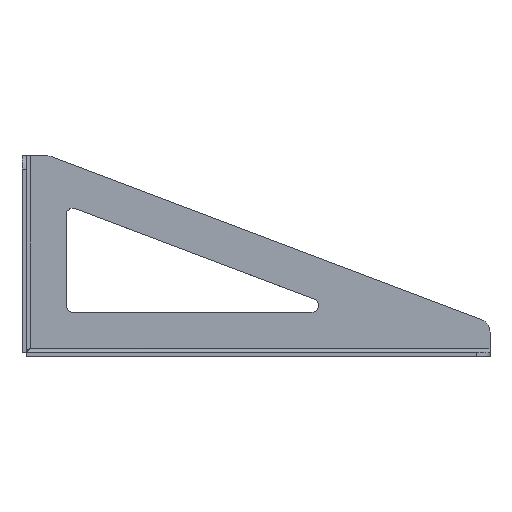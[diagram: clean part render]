
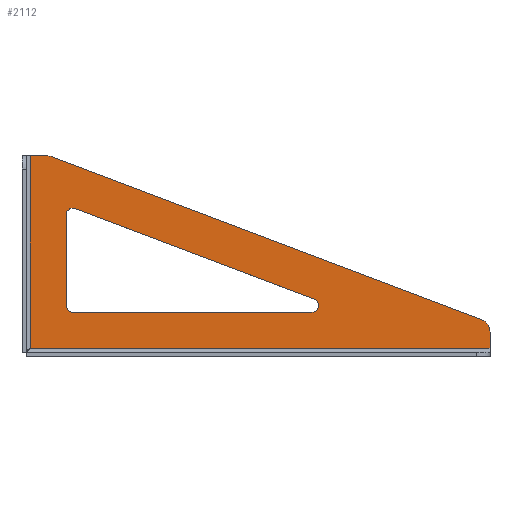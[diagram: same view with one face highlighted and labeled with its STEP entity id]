
A CAD part, top view. The second image highlights one B-rep face of the part: STEP entity #2112.
In plain terms, the highlighted planar face has unit normal (0, 0, 1).
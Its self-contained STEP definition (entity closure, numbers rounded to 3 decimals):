
#2 = CARTESIAN_POINT ( 'NONE',  ( -158.33, 137., -20. ) ) ;
#25 = DIRECTION ( 'NONE',  ( -0.935, 0.354, 0. ) ) ;
#30 = DIRECTION ( 'NONE',  ( -0.935, 0.354, 0. ) ) ;
#56 = CARTESIAN_POINT ( 'NONE',  ( 132.093, 37.685, -20. ) ) ;
#79 = CARTESIAN_POINT ( 'NONE',  ( 45.373, 35., -20. ) ) ;
#93 = VERTEX_POINT ( 'NONE', #1177 ) ;
#125 = CARTESIAN_POINT ( 'NONE',  ( 173.5, 3., -20. ) ) ;
#164 = CIRCLE ( 'NONE', #412, 10. ) ;
#189 = DIRECTION ( 'NONE',  ( 0., 0., 1. ) ) ;
#205 = CARTESIAN_POINT ( 'NONE',  ( 173.5, 3., -20. ) ) ;
#207 = AXIS2_PLACEMENT_3D ( 'NONE', #1716, #818, #610 ) ;
#263 = EDGE_CURVE ( 'NONE', #2178, #1876, #505, .T. ) ;
#304 = LINE ( 'NONE', #205, #1584 ) ;
#324 = ORIENTED_EDGE ( 'NONE', *, *, #2414, .F. ) ;
#336 = EDGE_CURVE ( 'NONE', #948, #2178, #1892, .T. ) ;
#390 = CARTESIAN_POINT ( 'NONE',  ( -143.5, 35., -20. ) ) ;
#403 = VECTOR ( 'NONE', #1350, 1000. ) ;
#412 = AXIS2_PLACEMENT_3D ( 'NONE', #2200, #2191, #512 ) ;
#414 = FACE_BOUND ( 'NONE', #1711, .T. ) ;
#433 = VERTEX_POINT ( 'NONE', #2406 ) ;
#474 = CARTESIAN_POINT ( 'NONE',  ( -143.5, 102.755, -20. ) ) ;
#484 = DIRECTION ( 'NONE',  ( 0., 1., 0. ) ) ;
#505 = LINE ( 'NONE', #861, #652 ) ;
#511 = AXIS2_PLACEMENT_3D ( 'NONE', #896, #2217, #889 ) ;
#512 = DIRECTION ( 'NONE',  ( 0., -1., 0. ) ) ;
#513 = ORIENTED_EDGE ( 'NONE', *, *, #1320, .T. ) ;
#521 = VECTOR ( 'NONE', #1946, 1000. ) ;
#522 = DIRECTION ( 'NONE',  ( 0., -1., 0. ) ) ;
#535 = CARTESIAN_POINT ( 'NONE',  ( 40.373, 35., -20. ) ) ;
#610 = DIRECTION ( 'NONE',  ( -1., 0., 0. ) ) ;
#618 = CARTESIAN_POINT ( 'NONE',  ( -138.5, 30., -20. ) ) ;
#642 = VERTEX_POINT ( 'NONE', #698 ) ;
#646 = CIRCLE ( 'NONE', #207, 5. ) ;
#652 = VECTOR ( 'NONE', #2162, 1000. ) ;
#698 = CARTESIAN_POINT ( 'NONE',  ( -143.5, 35., -20. ) ) ;
#699 = ORIENTED_EDGE ( 'NONE', *, *, #1366, .F. ) ;
#744 = CIRCLE ( 'NONE', #1294, 5. ) ;
#762 = DIRECTION ( 'NONE',  ( 0., -1., 0. ) ) ;
#763 = AXIS2_PLACEMENT_3D ( 'NONE', #1207, #823, #1372 ) ;
#818 = DIRECTION ( 'NONE',  ( 0., 0., 1. ) ) ;
#823 = DIRECTION ( 'NONE',  ( 0., 0., 1. ) ) ;
#827 = CARTESIAN_POINT ( 'NONE',  ( 173.5, 15.095, -20. ) ) ;
#834 = ORIENTED_EDGE ( 'NONE', *, *, #887, .F. ) ;
#861 = CARTESIAN_POINT ( 'NONE',  ( 173.5, 147., -20. ) ) ;
#873 = EDGE_CURVE ( 'NONE', #1030, #1717, #1216, .T. ) ;
#874 = EDGE_LOOP ( 'NONE', ( #513, #1513, #1273, #1965, #2230, #1345, #990 ) ) ;
#887 = EDGE_CURVE ( 'NONE', #1621, #642, #1302, .T. ) ;
#889 = DIRECTION ( 'NONE',  ( 1., 0., 0. ) ) ;
#891 = FACE_OUTER_BOUND ( 'NONE', #874, .T. ) ;
#896 = CARTESIAN_POINT ( 'NONE',  ( 40.373, 35., -20. ) ) ;
#913 = CARTESIAN_POINT ( 'NONE',  ( -170.5, 147., -20. ) ) ;
#923 = EDGE_CURVE ( 'NONE', #1653, #433, #1518, .T. ) ;
#948 = VERTEX_POINT ( 'NONE', #2311 ) ;
#955 = VECTOR ( 'NONE', #30, 1000. ) ;
#989 = AXIS2_PLACEMENT_3D ( 'NONE', #2, #1852, #1844 ) ;
#990 = ORIENTED_EDGE ( 'NONE', *, *, #1753, .T. ) ;
#994 = VERTEX_POINT ( 'NONE', #618 ) ;
#1017 = EDGE_CURVE ( 'NONE', #433, #1621, #646, .T. ) ;
#1026 = ORIENTED_EDGE ( 'NONE', *, *, #1810, .F. ) ;
#1030 = VERTEX_POINT ( 'NONE', #827 ) ;
#1041 = CIRCLE ( 'NONE', #511, 5. ) ;
#1112 = VERTEX_POINT ( 'NONE', #2361 ) ;
#1135 = CARTESIAN_POINT ( 'NONE',  ( 173.5, 0., -20. ) ) ;
#1177 = CARTESIAN_POINT ( 'NONE',  ( -154.788, 146.352, -20. ) ) ;
#1207 = CARTESIAN_POINT ( 'NONE',  ( -138.5, 35., -20. ) ) ;
#1216 = LINE ( 'NONE', #1135, #1631 ) ;
#1237 = CARTESIAN_POINT ( 'NONE',  ( 42.144, 39.676, -20. ) ) ;
#1252 = AXIS2_PLACEMENT_3D ( 'NONE', #2383, #1284, #522 ) ;
#1269 = CARTESIAN_POINT ( 'NONE',  ( -170.5, 3., -20. ) ) ;
#1273 = ORIENTED_EDGE ( 'NONE', *, *, #263, .F. ) ;
#1277 = VECTOR ( 'NONE', #25, 1000. ) ;
#1278 = VERTEX_POINT ( 'NONE', #2239 ) ;
#1284 = DIRECTION ( 'NONE',  ( 0., 0., 1. ) ) ;
#1294 = AXIS2_PLACEMENT_3D ( 'NONE', #535, #189, #1311 ) ;
#1302 = LINE ( 'NONE', #390, #403 ) ;
#1311 = DIRECTION ( 'NONE',  ( 1., 0., 0. ) ) ;
#1320 = EDGE_CURVE ( 'NONE', #1112, #93, #1587, .T. ) ;
#1345 = ORIENTED_EDGE ( 'NONE', *, *, #873, .F. ) ;
#1350 = DIRECTION ( 'NONE',  ( 0., -1., 0. ) ) ;
#1366 = EDGE_CURVE ( 'NONE', #642, #994, #1531, .T. ) ;
#1372 = DIRECTION ( 'NONE',  ( -1., 0., 0. ) ) ;
#1392 = EDGE_CURVE ( 'NONE', #1592, #1653, #1041, .T. ) ;
#1421 = VECTOR ( 'NONE', #484, 1000. ) ;
#1458 = ORIENTED_EDGE ( 'NONE', *, *, #1017, .F. ) ;
#1494 = ORIENTED_EDGE ( 'NONE', *, *, #923, .F. ) ;
#1513 = ORIENTED_EDGE ( 'NONE', *, *, #2134, .T. ) ;
#1518 = LINE ( 'NONE', #2258, #1277 ) ;
#1519 = DIRECTION ( 'NONE',  ( -1., 0., 0. ) ) ;
#1531 = CIRCLE ( 'NONE', #763, 5. ) ;
#1549 = LINE ( 'NONE', #1620, #521 ) ;
#1584 = VECTOR ( 'NONE', #1519, 1000. ) ;
#1587 = LINE ( 'NONE', #56, #955 ) ;
#1592 = VERTEX_POINT ( 'NONE', #79 ) ;
#1620 = CARTESIAN_POINT ( 'NONE',  ( 40.373, 30., -20. ) ) ;
#1621 = VERTEX_POINT ( 'NONE', #474 ) ;
#1631 = VECTOR ( 'NONE', #762, 1000. ) ;
#1653 = VERTEX_POINT ( 'NONE', #1237 ) ;
#1698 = CARTESIAN_POINT ( 'NONE',  ( -158.33, 147., -20. ) ) ;
#1711 = EDGE_LOOP ( 'NONE', ( #1458, #1494, #2038, #1026, #324, #699, #834 ) ) ;
#1716 = CARTESIAN_POINT ( 'NONE',  ( -138.5, 102.755, -20. ) ) ;
#1717 = VERTEX_POINT ( 'NONE', #125 ) ;
#1753 = EDGE_CURVE ( 'NONE', #1030, #1112, #164, .T. ) ;
#1755 = CIRCLE ( 'NONE', #989, 10. ) ;
#1810 = EDGE_CURVE ( 'NONE', #1278, #1592, #744, .T. ) ;
#1844 = DIRECTION ( 'NONE',  ( 0., -1., 0. ) ) ;
#1852 = DIRECTION ( 'NONE',  ( 0., 0., 1. ) ) ;
#1876 = VERTEX_POINT ( 'NONE', #1698 ) ;
#1892 = LINE ( 'NONE', #1269, #1421 ) ;
#1897 = EDGE_CURVE ( 'NONE', #1717, #948, #304, .T. ) ;
#1946 = DIRECTION ( 'NONE',  ( 1., 0., 0. ) ) ;
#1965 = ORIENTED_EDGE ( 'NONE', *, *, #336, .F. ) ;
#2038 = ORIENTED_EDGE ( 'NONE', *, *, #1392, .F. ) ;
#2112 = ADVANCED_FACE ( 'NONE', ( #414, #891 ), #2177, .T. ) ;
#2134 = EDGE_CURVE ( 'NONE', #93, #1876, #1755, .T. ) ;
#2162 = DIRECTION ( 'NONE',  ( 1., 0., 0. ) ) ;
#2177 = PLANE ( 'NONE',  #1252 ) ;
#2178 = VERTEX_POINT ( 'NONE', #913 ) ;
#2191 = DIRECTION ( 'NONE',  ( 0., 0., 1. ) ) ;
#2200 = CARTESIAN_POINT ( 'NONE',  ( 163.5, 15.095, -20. ) ) ;
#2217 = DIRECTION ( 'NONE',  ( 0., 0., 1. ) ) ;
#2230 = ORIENTED_EDGE ( 'NONE', *, *, #1897, .F. ) ;
#2239 = CARTESIAN_POINT ( 'NONE',  ( 40.373, 30., -20. ) ) ;
#2258 = CARTESIAN_POINT ( 'NONE',  ( -136.729, 107.431, -20. ) ) ;
#2311 = CARTESIAN_POINT ( 'NONE',  ( -170.5, 3., -20. ) ) ;
#2361 = CARTESIAN_POINT ( 'NONE',  ( 167.042, 24.446, -20. ) ) ;
#2383 = CARTESIAN_POINT ( 'NONE',  ( 173.5, 147., -20. ) ) ;
#2406 = CARTESIAN_POINT ( 'NONE',  ( -136.729, 107.431, -20. ) ) ;
#2414 = EDGE_CURVE ( 'NONE', #994, #1278, #1549, .T. ) ;
